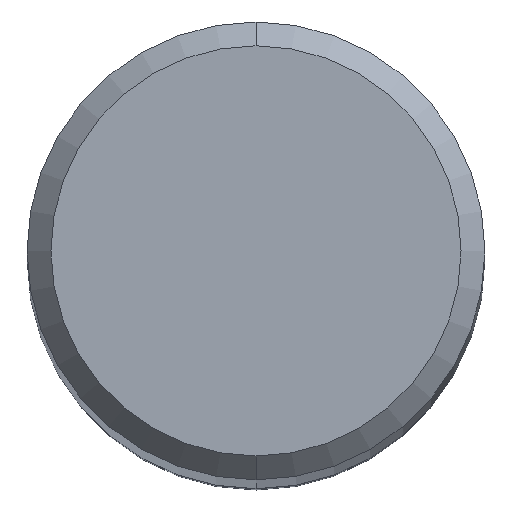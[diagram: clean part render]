
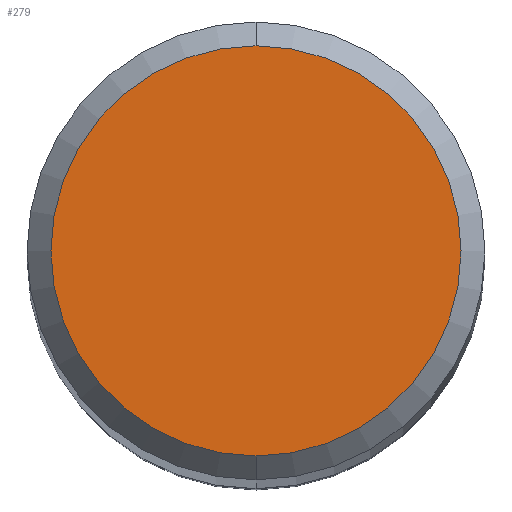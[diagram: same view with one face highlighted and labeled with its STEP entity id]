
A CAD part, top view. The second image highlights one B-rep face of the part: STEP entity #279.
In plain terms, the highlighted planar face has unit normal (0, 0, 1).
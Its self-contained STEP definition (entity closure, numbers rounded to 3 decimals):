
#177=VERTEX_POINT('',#414);
#225=EDGE_CURVE('',#177,#317,#469,.T.);
#255=EDGE_CURVE('',#317,#177,#502,.T.);
#279=ADVANCED_FACE('',(#531),#532,.T.);
#317=VERTEX_POINT('',#575);
#414=CARTESIAN_POINT('',(0.0,4.3,0.0));
#469=CIRCLE('',#746,4.3);
#502=CIRCLE('',#791,4.3);
#531=FACE_OUTER_BOUND('',#826,.T.);
#532=PLANE('',#827);
#575=CARTESIAN_POINT('',(0.,-4.3,0.0));
#746=AXIS2_PLACEMENT_3D('',#1050,#1051,#1052);
#791=AXIS2_PLACEMENT_3D('',#1095,#1096,#1097);
#826=EDGE_LOOP('',(#1147,#1148));
#827=AXIS2_PLACEMENT_3D('',#1149,#1150,#1151);
#1050=CARTESIAN_POINT('',(0.0,0.0,0.0));
#1051=DIRECTION('',(0.0,0.0,-1.0));
#1052=DIRECTION('',(0.0,1.0,0.0));
#1095=CARTESIAN_POINT('',(0.0,0.0,0.0));
#1096=DIRECTION('',(0.0,0.0,-1.0));
#1097=DIRECTION('',(0.0,1.0,0.0));
#1147=ORIENTED_EDGE('',*,*,#225,.F.);
#1148=ORIENTED_EDGE('',*,*,#255,.F.);
#1149=CARTESIAN_POINT('',(0.0,2.15,0.0));
#1150=DIRECTION('',(-0.0,0.0,1.0));
#1151=DIRECTION('',(0.0,-1.0,0.0));
